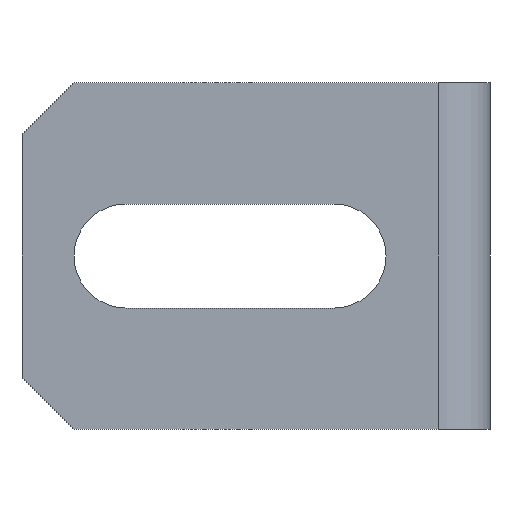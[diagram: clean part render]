
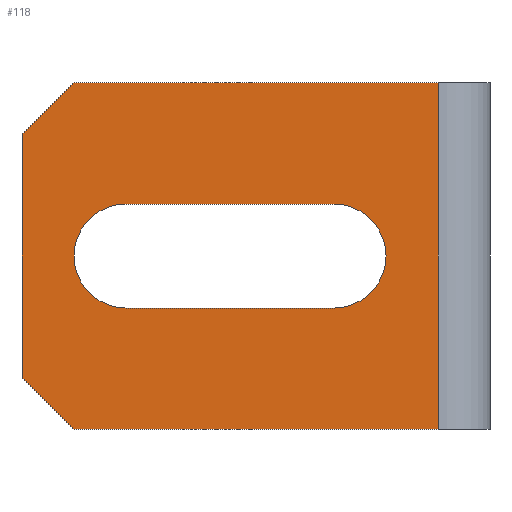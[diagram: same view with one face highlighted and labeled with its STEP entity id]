
A CAD part, front view. The second image highlights one B-rep face of the part: STEP entity #118.
In plain terms, the highlighted planar face has unit normal (0, -1, 0).
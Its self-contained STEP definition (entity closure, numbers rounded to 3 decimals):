
#118=ADVANCED_FACE('',(#159,#160),#136,.T.);
#136=PLANE('',#443);
#151=CIRCLE('',#441,3.);
#152=CIRCLE('',#442,3.);
#159=FACE_BOUND('',#163,.T.);
#160=FACE_BOUND('',#164,.T.);
#163=EDGE_LOOP('',(#191,#192,#193,#194,#195,#196));
#164=EDGE_LOOP('',(#197,#198,#199,#200));
#191=ORIENTED_EDGE('',*,*,#319,.F.);
#192=ORIENTED_EDGE('',*,*,#320,.T.);
#193=ORIENTED_EDGE('',*,*,#321,.F.);
#194=ORIENTED_EDGE('',*,*,#322,.T.);
#195=ORIENTED_EDGE('',*,*,#323,.T.);
#196=ORIENTED_EDGE('',*,*,#324,.T.);
#197=ORIENTED_EDGE('',*,*,#325,.T.);
#198=ORIENTED_EDGE('',*,*,#326,.T.);
#199=ORIENTED_EDGE('',*,*,#327,.T.);
#200=ORIENTED_EDGE('',*,*,#328,.T.);
#287=VERTEX_POINT('',#581);
#288=VERTEX_POINT('',#582);
#289=VERTEX_POINT('',#584);
#290=VERTEX_POINT('',#586);
#291=VERTEX_POINT('',#588);
#292=VERTEX_POINT('',#590);
#293=VERTEX_POINT('',#593);
#294=VERTEX_POINT('',#594);
#295=VERTEX_POINT('',#596);
#296=VERTEX_POINT('',#598);
#319=EDGE_CURVE('',#287,#288,#365,.T.);
#320=EDGE_CURVE('',#287,#289,#366,.T.);
#321=EDGE_CURVE('',#290,#289,#367,.T.);
#322=EDGE_CURVE('',#290,#291,#368,.T.);
#323=EDGE_CURVE('',#291,#292,#369,.T.);
#324=EDGE_CURVE('',#292,#288,#370,.T.);
#325=EDGE_CURVE('',#293,#294,#371,.T.);
#326=EDGE_CURVE('',#294,#295,#151,.T.);
#327=EDGE_CURVE('',#295,#296,#372,.T.);
#328=EDGE_CURVE('',#296,#293,#152,.T.);
#365=LINE('',#580,#405);
#366=LINE('',#583,#406);
#367=LINE('',#585,#407);
#368=LINE('',#587,#408);
#369=LINE('',#589,#409);
#370=LINE('',#591,#410);
#371=LINE('',#592,#411);
#372=LINE('',#597,#412);
#405=VECTOR('',#480,1.);
#406=VECTOR('',#481,1.);
#407=VECTOR('',#482,1.);
#408=VECTOR('',#483,1.);
#409=VECTOR('',#484,1.);
#410=VECTOR('',#485,1.);
#411=VECTOR('',#486,1.);
#412=VECTOR('',#489,1.);
#441=AXIS2_PLACEMENT_3D('',#595,#487,#488);
#442=AXIS2_PLACEMENT_3D('',#599,#490,#491);
#443=AXIS2_PLACEMENT_3D('',#600,#492,#493);
#480=DIRECTION('',(1.,0.,0.));
#481=DIRECTION('',(-0.707,0.,-0.707));
#482=DIRECTION('',(0.,0.,1.));
#483=DIRECTION('',(0.707,0.,-0.707));
#484=DIRECTION('',(1.,0.,0.));
#485=DIRECTION('',(0.,0.,1.));
#486=DIRECTION('',(1.,0.,0.));
#487=DIRECTION('',(0.,1.,0.));
#488=DIRECTION('',(0.,0.,-1.));
#489=DIRECTION('',(-1.,0.,0.));
#490=DIRECTION('',(0.,1.,0.));
#491=DIRECTION('',(0.,0.,-1.));
#492=DIRECTION('',(0.,-1.,0.));
#493=DIRECTION('',(0.,0.,-1.));
#580=CARTESIAN_POINT('',(0.,0.,10.));
#581=CARTESIAN_POINT('',(3.,0.,10.));
#582=CARTESIAN_POINT('',(24.,0.,10.));
#583=CARTESIAN_POINT('',(-8.5,0.,-1.5));
#584=CARTESIAN_POINT('',(0.,0.,7.));
#585=CARTESIAN_POINT('',(0.,0.,-10.));
#586=CARTESIAN_POINT('',(0.,0.,-7.));
#587=CARTESIAN_POINT('',(1.5,0.,-8.5));
#588=CARTESIAN_POINT('',(3.,0.,-10.));
#589=CARTESIAN_POINT('',(0.,0.,-10.));
#590=CARTESIAN_POINT('',(24.,0.,-10.));
#591=CARTESIAN_POINT('',(24.,0.,-10.));
#592=CARTESIAN_POINT('',(0.,0.,3.));
#593=CARTESIAN_POINT('',(6.,0.,3.));
#594=CARTESIAN_POINT('',(18.,0.,3.));
#595=CARTESIAN_POINT('',(18.,0.,0.));
#596=CARTESIAN_POINT('',(18.,0.,-3.));
#597=CARTESIAN_POINT('',(0.,0.,-3.));
#598=CARTESIAN_POINT('',(6.,0.,-3.));
#599=CARTESIAN_POINT('',(6.,0.,0.));
#600=CARTESIAN_POINT('',(0.,0.,-10.));
